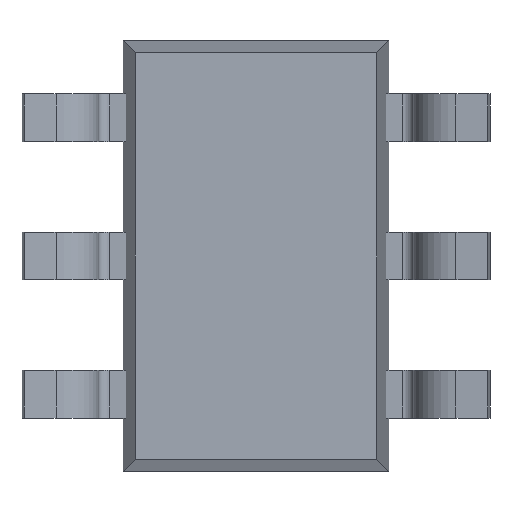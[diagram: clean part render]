
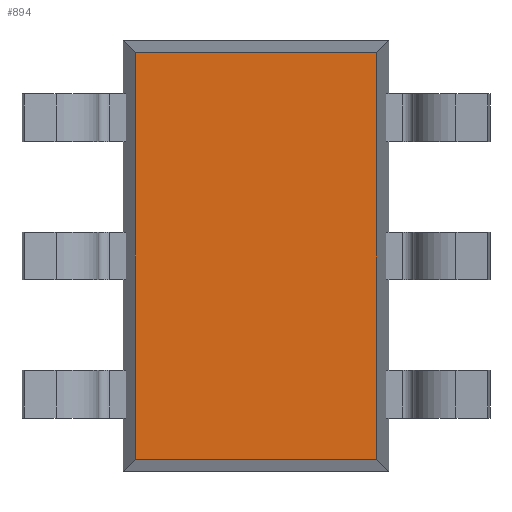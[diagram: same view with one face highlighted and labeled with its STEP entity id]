
A CAD part, front view. The second image highlights one B-rep face of the part: STEP entity #894.
In plain terms, the highlighted planar face has unit normal (0, -1, 0).
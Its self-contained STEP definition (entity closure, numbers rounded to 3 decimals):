
#28 = DIRECTION ( 'NONE',  ( 0., 0., 1. ) ) ;
#62 = CARTESIAN_POINT ( 'NONE',  ( 0.625, 0.1, -0.956 ) ) ;
#169 = ORIENTED_EDGE ( 'NONE', *, *, #2338, .T. ) ;
#182 = VECTOR ( 'NONE', #2708, 1000. ) ;
#425 = VERTEX_POINT ( 'NONE', #1802 ) ;
#461 = LINE ( 'NONE', #928, #1973 ) ;
#592 = DIRECTION ( 'NONE',  ( 0., 1., 0. ) ) ;
#872 = PLANE ( 'NONE',  #931 ) ;
#894 = ADVANCED_FACE ( 'NONE', ( #2524 ), #872, .F. ) ;
#928 = CARTESIAN_POINT ( 'NONE',  ( -0.568, 0.1, -1.012 ) ) ;
#931 = AXIS2_PLACEMENT_3D ( 'NONE', #1347, #592, #1549 ) ;
#949 = ORIENTED_EDGE ( 'NONE', *, *, #1307, .T. ) ;
#1207 = CARTESIAN_POINT ( 'NONE',  ( 0.568, 0.1, 1.013 ) ) ;
#1235 = VECTOR ( 'NONE', #28, 1000. ) ;
#1294 = DIRECTION ( 'NONE',  ( 1., 0., 0. ) ) ;
#1307 = EDGE_CURVE ( 'NONE', #1843, #2325, #1940, .T. ) ;
#1347 = CARTESIAN_POINT ( 'NONE',  ( 0., 0.1, 0. ) ) ;
#1485 = VERTEX_POINT ( 'NONE', #1516 ) ;
#1516 = CARTESIAN_POINT ( 'NONE',  ( -0.568, 0.1, -0.956 ) ) ;
#1549 = DIRECTION ( 'NONE',  ( 0., 0., 1. ) ) ;
#1701 = CARTESIAN_POINT ( 'NONE',  ( -0.568, 0.1, 0.956 ) ) ;
#1716 = ORIENTED_EDGE ( 'NONE', *, *, #2826, .T. ) ;
#1793 = EDGE_LOOP ( 'NONE', ( #2778, #1716, #169, #949 ) ) ;
#1802 = CARTESIAN_POINT ( 'NONE',  ( 0.568, 0.1, -0.956 ) ) ;
#1835 = DIRECTION ( 'NONE',  ( 0., 0., -1. ) ) ;
#1843 = VERTEX_POINT ( 'NONE', #2824 ) ;
#1940 = LINE ( 'NONE', #2297, #182 ) ;
#1973 = VECTOR ( 'NONE', #1835, 1000. ) ;
#2167 = VECTOR ( 'NONE', #1294, 1000. ) ;
#2256 = EDGE_CURVE ( 'NONE', #2325, #1485, #461, .T. ) ;
#2297 = CARTESIAN_POINT ( 'NONE',  ( -0.625, 0.1, 0.956 ) ) ;
#2325 = VERTEX_POINT ( 'NONE', #1701 ) ;
#2338 = EDGE_CURVE ( 'NONE', #425, #1843, #2371, .T. ) ;
#2371 = LINE ( 'NONE', #1207, #1235 ) ;
#2524 = FACE_OUTER_BOUND ( 'NONE', #1793, .T. ) ;
#2697 = LINE ( 'NONE', #62, #2167 ) ;
#2708 = DIRECTION ( 'NONE',  ( -1., 0., 0. ) ) ;
#2778 = ORIENTED_EDGE ( 'NONE', *, *, #2256, .T. ) ;
#2824 = CARTESIAN_POINT ( 'NONE',  ( 0.568, 0.1, 0.956 ) ) ;
#2826 = EDGE_CURVE ( 'NONE', #1485, #425, #2697, .T. ) ;
